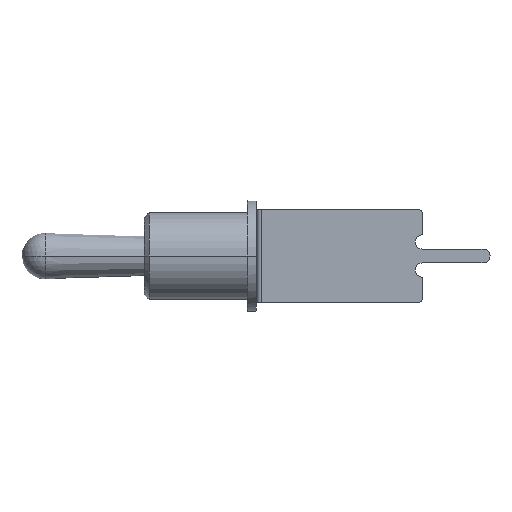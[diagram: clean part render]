
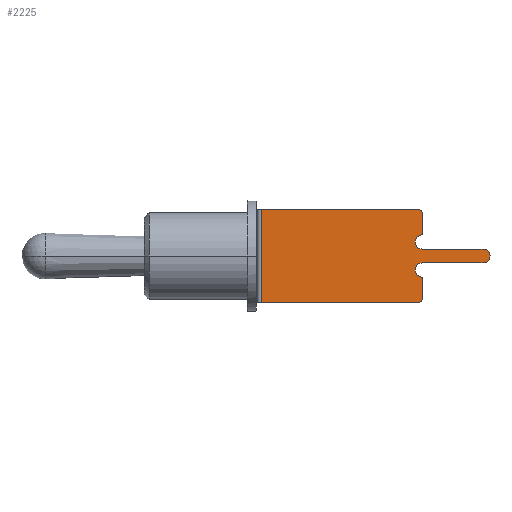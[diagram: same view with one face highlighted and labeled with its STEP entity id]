
A CAD part, left-side view. The second image highlights one B-rep face of the part: STEP entity #2225.
In plain terms, the highlighted planar face has unit normal (-1, 0, 0).
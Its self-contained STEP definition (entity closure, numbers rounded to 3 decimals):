
#68 = LINE ( 'NONE', #3353, #692 ) ;
#100 = CIRCLE ( 'NONE', #4416, 0.38 ) ;
#141 = EDGE_CURVE ( 'NONE', #3335, #1940, #2268, .T. ) ;
#142 = EDGE_LOOP ( 'NONE', ( #3255, #329, #2511, #1806, #3742, #562, #5334, #2155, #1015, #3456, #1086, #3730, #624, #3190, #3094, #2548 ) ) ;
#148 = CIRCLE ( 'NONE', #938, 0.127 ) ;
#157 = EDGE_CURVE ( 'NONE', #5076, #5928, #6066, .T. ) ;
#271 = CARTESIAN_POINT ( 'NONE',  ( -5.335, 0., -0.38 ) ) ;
#326 = CARTESIAN_POINT ( 'NONE',  ( -5.335, -9.425, -1.128 ) ) ;
#329 = ORIENTED_EDGE ( 'NONE', *, *, #1144, .T. ) ;
#380 = DIRECTION ( 'NONE',  ( 0., -1., 0. ) ) ;
#395 = CARTESIAN_POINT ( 'NONE',  ( -5.335, -9.265, 2.54 ) ) ;
#545 = AXIS2_PLACEMENT_3D ( 'NONE', #3268, #5142, #1828 ) ;
#562 = ORIENTED_EDGE ( 'NONE', *, *, #864, .F. ) ;
#588 = DIRECTION ( 'NONE',  ( 0., -1., 0. ) ) ;
#623 = LINE ( 'NONE', #5854, #4418 ) ;
#624 = ORIENTED_EDGE ( 'NONE', *, *, #1503, .F. ) ;
#692 = VECTOR ( 'NONE', #2449, 1000. ) ;
#737 = CIRCLE ( 'NONE', #5550, 0.38 ) ;
#824 = CARTESIAN_POINT ( 'NONE',  ( -5.335, -9.52, -1.251 ) ) ;
#828 = CARTESIAN_POINT ( 'NONE',  ( -5.335, -9.52, -0.76 ) ) ;
#837 = VERTEX_POINT ( 'NONE', #5814 ) ;
#864 = EDGE_CURVE ( 'NONE', #4450, #1784, #4874, .T. ) ;
#906 = EDGE_CURVE ( 'NONE', #1940, #3304, #148, .T. ) ;
#917 = LINE ( 'NONE', #5587, #1133 ) ;
#938 = AXIS2_PLACEMENT_3D ( 'NONE', #2201, #4595, #4502 ) ;
#940 = CARTESIAN_POINT ( 'NONE',  ( -5.335, -0.75, -2.54 ) ) ;
#998 = EDGE_CURVE ( 'NONE', #5076, #837, #917, .T. ) ;
#1013 = CARTESIAN_POINT ( 'NONE',  ( -5.335, -9.52, -0.76 ) ) ;
#1015 = ORIENTED_EDGE ( 'NONE', *, *, #6032, .T. ) ;
#1086 = ORIENTED_EDGE ( 'NONE', *, *, #906, .T. ) ;
#1133 = VECTOR ( 'NONE', #4660, 1000. ) ;
#1144 = EDGE_CURVE ( 'NONE', #3150, #3615, #737, .T. ) ;
#1154 = CARTESIAN_POINT ( 'NONE',  ( -5.335, -9.265, -2.54 ) ) ;
#1385 = AXIS2_PLACEMENT_3D ( 'NONE', #6024, #2221, #380 ) ;
#1460 = CIRCLE ( 'NONE', #2345, 0.255 ) ;
#1503 = EDGE_CURVE ( 'NONE', #3982, #2788, #1560, .T. ) ;
#1536 = VECTOR ( 'NONE', #5775, 1000. ) ;
#1560 = CIRCLE ( 'NONE', #4088, 0.38 ) ;
#1650 = LINE ( 'NONE', #271, #2143 ) ;
#1673 = DIRECTION ( 'NONE',  ( -1., 0., 0. ) ) ;
#1687 = DIRECTION ( 'NONE',  ( 0., -1., 0. ) ) ;
#1784 = VERTEX_POINT ( 'NONE', #395 ) ;
#1806 = ORIENTED_EDGE ( 'NONE', *, *, #3350, .T. ) ;
#1828 = DIRECTION ( 'NONE',  ( 0., -1., 0. ) ) ;
#1905 = VERTEX_POINT ( 'NONE', #5030 ) ;
#1940 = VERTEX_POINT ( 'NONE', #824 ) ;
#1962 = CIRCLE ( 'NONE', #3906, 0.255 ) ;
#2076 = EDGE_CURVE ( 'NONE', #1784, #3871, #1962, .T. ) ;
#2086 = CARTESIAN_POINT ( 'NONE',  ( -5.335, -0.5, 2.54 ) ) ;
#2118 = EDGE_CURVE ( 'NONE', #2788, #3304, #100, .T. ) ;
#2139 = CIRCLE ( 'NONE', #4099, 0.38 ) ;
#2143 = VECTOR ( 'NONE', #2145, 1000. ) ;
#2145 = DIRECTION ( 'NONE',  ( 0., -1., 0. ) ) ;
#2152 = DIRECTION ( 'NONE',  ( -1., 0., 0. ) ) ;
#2155 = ORIENTED_EDGE ( 'NONE', *, *, #3555, .T. ) ;
#2201 = CARTESIAN_POINT ( 'NONE',  ( -5.335, -9.393, -1.251 ) ) ;
#2221 = DIRECTION ( 'NONE',  ( -1., 0., 0. ) ) ;
#2225 = ADVANCED_FACE ( 'NONE', ( #3581 ), #5420, .T. ) ;
#2265 = VECTOR ( 'NONE', #4046, 1000. ) ;
#2268 = LINE ( 'NONE', #4129, #2847 ) ;
#2345 = AXIS2_PLACEMENT_3D ( 'NONE', #4058, #5965, #4686 ) ;
#2418 = DIRECTION ( 'NONE',  ( 1., 0., 0. ) ) ;
#2449 = DIRECTION ( 'NONE',  ( 0., 0., -1. ) ) ;
#2484 = DIRECTION ( 'NONE',  ( 0., -1., 0. ) ) ;
#2511 = ORIENTED_EDGE ( 'NONE', *, *, #3364, .T. ) ;
#2548 = ORIENTED_EDGE ( 'NONE', *, *, #998, .T. ) ;
#2597 = CARTESIAN_POINT ( 'NONE',  ( -5.335, -9.52, -0.38 ) ) ;
#2645 = CARTESIAN_POINT ( 'NONE',  ( -5.335, -9.265, 2.285 ) ) ;
#2753 = CARTESIAN_POINT ( 'NONE',  ( -5.335, -9.52, -2.285 ) ) ;
#2788 = VERTEX_POINT ( 'NONE', #5066 ) ;
#2847 = VECTOR ( 'NONE', #5120, 1000. ) ;
#2884 = DIRECTION ( 'NONE',  ( -1., 0., 0. ) ) ;
#3077 = VERTEX_POINT ( 'NONE', #940 ) ;
#3094 = ORIENTED_EDGE ( 'NONE', *, *, #157, .F. ) ;
#3119 = EDGE_CURVE ( 'NONE', #4450, #3077, #68, .T. ) ;
#3150 = VERTEX_POINT ( 'NONE', #5768 ) ;
#3190 = ORIENTED_EDGE ( 'NONE', *, *, #4580, .T. ) ;
#3226 = CARTESIAN_POINT ( 'NONE',  ( -5.335, -9.52, 2.285 ) ) ;
#3251 = DIRECTION ( 'NONE',  ( 1., 0., 0. ) ) ;
#3255 = ORIENTED_EDGE ( 'NONE', *, *, #4340, .T. ) ;
#3268 = CARTESIAN_POINT ( 'NONE',  ( -5.335, -12.82, 0. ) ) ;
#3304 = VERTEX_POINT ( 'NONE', #326 ) ;
#3335 = VERTEX_POINT ( 'NONE', #2753 ) ;
#3350 = EDGE_CURVE ( 'NONE', #1905, #3871, #5020, .T. ) ;
#3353 = CARTESIAN_POINT ( 'NONE',  ( -5.335, -0.75, -2.54 ) ) ;
#3364 = EDGE_CURVE ( 'NONE', #3615, #1905, #4912, .T. ) ;
#3456 = ORIENTED_EDGE ( 'NONE', *, *, #141, .T. ) ;
#3555 = EDGE_CURVE ( 'NONE', #3077, #4865, #623, .T. ) ;
#3581 = FACE_OUTER_BOUND ( 'NONE', #142, .T. ) ;
#3615 = VERTEX_POINT ( 'NONE', #4832 ) ;
#3730 = ORIENTED_EDGE ( 'NONE', *, *, #2118, .F. ) ;
#3742 = ORIENTED_EDGE ( 'NONE', *, *, #2076, .F. ) ;
#3871 = VERTEX_POINT ( 'NONE', #3226 ) ;
#3906 = AXIS2_PLACEMENT_3D ( 'NONE', #2645, #4604, #1687 ) ;
#3982 = VERTEX_POINT ( 'NONE', #2597 ) ;
#4046 = DIRECTION ( 'NONE',  ( 0., 0., 1. ) ) ;
#4058 = CARTESIAN_POINT ( 'NONE',  ( -5.335, -9.265, -2.285 ) ) ;
#4079 = CARTESIAN_POINT ( 'NONE',  ( -5.335, -9.393, 1.251 ) ) ;
#4088 = AXIS2_PLACEMENT_3D ( 'NONE', #1013, #2884, #5152 ) ;
#4099 = AXIS2_PLACEMENT_3D ( 'NONE', #4226, #3251, #6102 ) ;
#4129 = CARTESIAN_POINT ( 'NONE',  ( -5.335, -9.52, -2.54 ) ) ;
#4226 = CARTESIAN_POINT ( 'NONE',  ( -5.335, -9.52, 0.76 ) ) ;
#4340 = EDGE_CURVE ( 'NONE', #837, #3150, #2139, .T. ) ;
#4416 = AXIS2_PLACEMENT_3D ( 'NONE', #828, #2152, #5534 ) ;
#4418 = VECTOR ( 'NONE', #588, 1000. ) ;
#4450 = VERTEX_POINT ( 'NONE', #5235 ) ;
#4502 = DIRECTION ( 'NONE',  ( 0., -1., 0. ) ) ;
#4580 = EDGE_CURVE ( 'NONE', #3982, #5928, #1650, .T. ) ;
#4595 = DIRECTION ( 'NONE',  ( -1., 0., 0. ) ) ;
#4604 = DIRECTION ( 'NONE',  ( 1., 0., 0. ) ) ;
#4618 = AXIS2_PLACEMENT_3D ( 'NONE', #4079, #1673, #5421 ) ;
#4660 = DIRECTION ( 'NONE',  ( 0., 1., 0. ) ) ;
#4686 = DIRECTION ( 'NONE',  ( 0., -1., 0. ) ) ;
#4832 = CARTESIAN_POINT ( 'NONE',  ( -5.335, -9.425, 1.128 ) ) ;
#4865 = VERTEX_POINT ( 'NONE', #1154 ) ;
#4874 = LINE ( 'NONE', #2086, #1536 ) ;
#4912 = CIRCLE ( 'NONE', #4618, 0.127 ) ;
#4985 = CARTESIAN_POINT ( 'NONE',  ( -5.335, -9.52, -2.54 ) ) ;
#5020 = LINE ( 'NONE', #4985, #2265 ) ;
#5030 = CARTESIAN_POINT ( 'NONE',  ( -5.335, -9.52, 1.251 ) ) ;
#5066 = CARTESIAN_POINT ( 'NONE',  ( -5.335, -9.14, -0.76 ) ) ;
#5076 = VERTEX_POINT ( 'NONE', #6089 ) ;
#5120 = DIRECTION ( 'NONE',  ( 0., 0., 1. ) ) ;
#5142 = DIRECTION ( 'NONE',  ( 1., 0., 0. ) ) ;
#5152 = DIRECTION ( 'NONE',  ( 0., -1., 0. ) ) ;
#5235 = CARTESIAN_POINT ( 'NONE',  ( -5.335, -0.75, 2.54 ) ) ;
#5334 = ORIENTED_EDGE ( 'NONE', *, *, #3119, .T. ) ;
#5420 = PLANE ( 'NONE',  #1385 ) ;
#5421 = DIRECTION ( 'NONE',  ( 0., -1., 0. ) ) ;
#5457 = CARTESIAN_POINT ( 'NONE',  ( -5.335, -12.82, -0.38 ) ) ;
#5534 = DIRECTION ( 'NONE',  ( 0., -1., 0. ) ) ;
#5550 = AXIS2_PLACEMENT_3D ( 'NONE', #5838, #2418, #2484 ) ;
#5587 = CARTESIAN_POINT ( 'NONE',  ( -5.335, 0., 0.38 ) ) ;
#5768 = CARTESIAN_POINT ( 'NONE',  ( -5.335, -9.14, 0.76 ) ) ;
#5775 = DIRECTION ( 'NONE',  ( 0., -1., 0. ) ) ;
#5814 = CARTESIAN_POINT ( 'NONE',  ( -5.335, -9.52, 0.38 ) ) ;
#5838 = CARTESIAN_POINT ( 'NONE',  ( -5.335, -9.52, 0.76 ) ) ;
#5854 = CARTESIAN_POINT ( 'NONE',  ( -5.335, -0.5, -2.54 ) ) ;
#5928 = VERTEX_POINT ( 'NONE', #5457 ) ;
#5965 = DIRECTION ( 'NONE',  ( -1., 0., 0. ) ) ;
#6024 = CARTESIAN_POINT ( 'NONE',  ( -5.335, -0.5, -2.54 ) ) ;
#6032 = EDGE_CURVE ( 'NONE', #4865, #3335, #1460, .T. ) ;
#6066 = CIRCLE ( 'NONE', #545, 0.38 ) ;
#6089 = CARTESIAN_POINT ( 'NONE',  ( -5.335, -12.82, 0.38 ) ) ;
#6102 = DIRECTION ( 'NONE',  ( 0., -1., 0. ) ) ;
